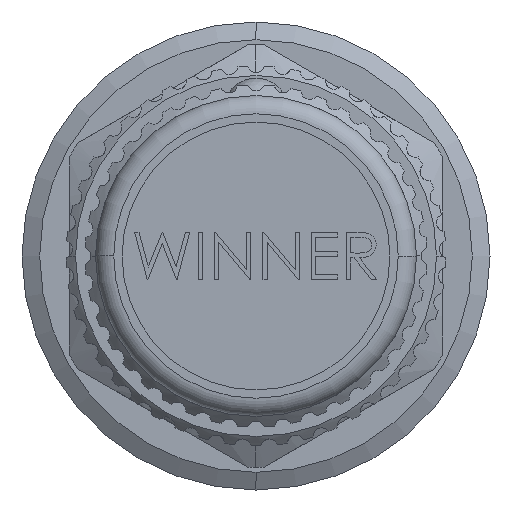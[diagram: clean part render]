
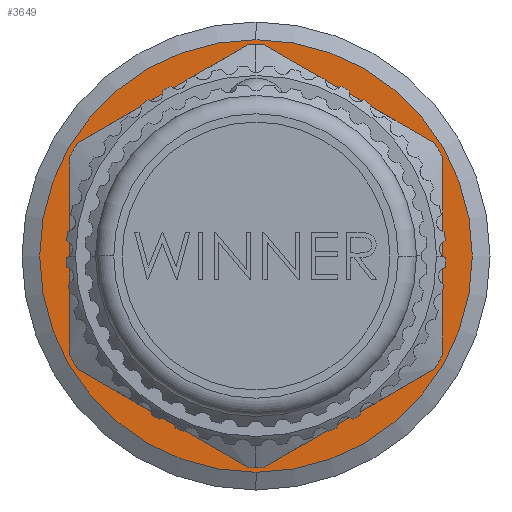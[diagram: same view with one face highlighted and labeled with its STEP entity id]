
A CAD part, left-side view. The second image highlights one B-rep face of the part: STEP entity #3649.
In plain terms, the highlighted planar face has unit normal (-1, 0, 0).
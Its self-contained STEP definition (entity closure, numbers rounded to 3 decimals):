
#22 = CARTESIAN_POINT ( 'NONE',  ( 35.4, -15.85, 8.318 ) ) ;
#174 = CARTESIAN_POINT ( 'NONE',  ( 35.4, 0., 0. ) ) ;
#260 = CARTESIAN_POINT ( 'NONE',  ( 35.4, 0.721, 17.885 ) ) ;
#477 = CARTESIAN_POINT ( 'NONE',  ( 35.4, 0., -17.9 ) ) ;
#752 = DIRECTION ( 'NONE',  ( -1., 0., 0. ) ) ;
#794 = EDGE_CURVE ( 'NONE', #17293, #24235, #17998, .T. ) ;
#959 = ORIENTED_EDGE ( 'NONE', *, *, #22848, .F. ) ;
#1103 = CARTESIAN_POINT ( 'NONE',  ( 35.4, 0., 0. ) ) ;
#1185 = VERTEX_POINT ( 'NONE', #11515 ) ;
#1740 = CIRCLE ( 'NONE', #2496, 18.335 ) ;
#1789 = CARTESIAN_POINT ( 'NONE',  ( 35.4, 0., 0. ) ) ;
#2189 = LINE ( 'NONE', #24342, #19994 ) ;
#2283 = DIRECTION ( 'NONE',  ( 0., 0., 1. ) ) ;
#2474 = CIRCLE ( 'NONE', #3842, 17.9 ) ;
#2496 = AXIS2_PLACEMENT_3D ( 'NONE', #24496, #16036, #14579 ) ;
#2672 = ORIENTED_EDGE ( 'NONE', *, *, #4592, .T. ) ;
#2751 = DIRECTION ( 'NONE',  ( -1., 0., 0. ) ) ;
#3131 = DIRECTION ( 'NONE',  ( -1., 0., 0. ) ) ;
#3649 = ADVANCED_FACE ( 'NONE', ( #23207, #9986 ), #19600, .F. ) ;
#3842 = AXIS2_PLACEMENT_3D ( 'NONE', #11544, #26287, #13928 ) ;
#3891 = EDGE_CURVE ( 'NONE', #7294, #24235, #10320, .T. ) ;
#4015 = DIRECTION ( 'NONE',  ( -1., 0., 0. ) ) ;
#4075 = VECTOR ( 'NONE', #11991, 1000. ) ;
#4106 = DIRECTION ( 'NONE',  ( 0., 0., 1. ) ) ;
#4310 = CARTESIAN_POINT ( 'NONE',  ( 35.4, -0.721, 17.885 ) ) ;
#4366 = CARTESIAN_POINT ( 'NONE',  ( 35.4, 0., 0. ) ) ;
#4592 = EDGE_CURVE ( 'NONE', #26944, #22687, #23549, .T. ) ;
#5033 = CARTESIAN_POINT ( 'NONE',  ( 35.4, -0.721, -17.885 ) ) ;
#5202 = CARTESIAN_POINT ( 'NONE',  ( 35.4, 0., 18.335 ) ) ;
#5264 = AXIS2_PLACEMENT_3D ( 'NONE', #15192, #12945, #13144 ) ;
#5506 = AXIS2_PLACEMENT_3D ( 'NONE', #1789, #4015, #4106 ) ;
#5546 = EDGE_CURVE ( 'NONE', #26944, #21400, #13322, .T. ) ;
#5584 = CARTESIAN_POINT ( 'NONE',  ( 35.4, 15.85, 8.318 ) ) ;
#5621 = ORIENTED_EDGE ( 'NONE', *, *, #20738, .T. ) ;
#5710 = VECTOR ( 'NONE', #24450, 1000. ) ;
#5808 = ORIENTED_EDGE ( 'NONE', *, *, #16530, .F. ) ;
#6322 = DIRECTION ( 'NONE',  ( 0., 0., 1. ) ) ;
#6517 = VECTOR ( 'NONE', #18585, 1000. ) ;
#7294 = VERTEX_POINT ( 'NONE', #22 ) ;
#7301 = CIRCLE ( 'NONE', #11163, 17.9 ) ;
#7369 = CARTESIAN_POINT ( 'NONE',  ( 35.4, 0., 0. ) ) ;
#7779 = ORIENTED_EDGE ( 'NONE', *, *, #14485, .T. ) ;
#7919 = CARTESIAN_POINT ( 'NONE',  ( 35.4, 0., 18.302 ) ) ;
#7922 = CARTESIAN_POINT ( 'NONE',  ( 35.4, -15.85, 9.151 ) ) ;
#8761 = DIRECTION ( 'NONE',  ( 0., 0., 1. ) ) ;
#8986 = DIRECTION ( 'NONE',  ( 0., 0., 1. ) ) ;
#9687 = CARTESIAN_POINT ( 'NONE',  ( 35.4, -15.85, -9.151 ) ) ;
#9748 = ORIENTED_EDGE ( 'NONE', *, *, #10629, .F. ) ;
#9751 = VERTEX_POINT ( 'NONE', #21862 ) ;
#9986 = FACE_OUTER_BOUND ( 'NONE', #20761, .T. ) ;
#10210 = AXIS2_PLACEMENT_3D ( 'NONE', #17668, #2751, #8986 ) ;
#10320 = LINE ( 'NONE', #7922, #4075 ) ;
#10629 = EDGE_CURVE ( 'NONE', #20946, #13926, #20764, .T. ) ;
#11070 = CARTESIAN_POINT ( 'NONE',  ( 35.4, -15.85, -8.318 ) ) ;
#11163 = AXIS2_PLACEMENT_3D ( 'NONE', #174, #21183, #2283 ) ;
#11230 = CIRCLE ( 'NONE', #17032, 17.9 ) ;
#11244 = ORIENTED_EDGE ( 'NONE', *, *, #3891, .T. ) ;
#11283 = AXIS2_PLACEMENT_3D ( 'NONE', #4366, #21415, #8761 ) ;
#11515 = CARTESIAN_POINT ( 'NONE',  ( 35.4, 0., -18.335 ) ) ;
#11544 = CARTESIAN_POINT ( 'NONE',  ( 35.4, 0., 0. ) ) ;
#11622 = DIRECTION ( 'NONE',  ( 0., 0., 1. ) ) ;
#11991 = DIRECTION ( 'NONE',  ( 0., 0., -1. ) ) ;
#12315 = CIRCLE ( 'NONE', #19630, 17.9 ) ;
#12945 = DIRECTION ( 'NONE',  ( 1., 0., 0. ) ) ;
#13144 = DIRECTION ( 'NONE',  ( 0., 0., -1. ) ) ;
#13256 = CIRCLE ( 'NONE', #5506, 18.335 ) ;
#13322 = CIRCLE ( 'NONE', #10210, 17.9 ) ;
#13375 = VERTEX_POINT ( 'NONE', #26807 ) ;
#13616 = EDGE_CURVE ( 'NONE', #27346, #13375, #21692, .T. ) ;
#13926 = VERTEX_POINT ( 'NONE', #5033 ) ;
#13928 = DIRECTION ( 'NONE',  ( 0., 0., 1. ) ) ;
#14000 = VERTEX_POINT ( 'NONE', #5202 ) ;
#14485 = EDGE_CURVE ( 'NONE', #9751, #21400, #2189, .T. ) ;
#14579 = DIRECTION ( 'NONE',  ( 0., 0., 1. ) ) ;
#15192 = CARTESIAN_POINT ( 'NONE',  ( 35.4, 0., 0. ) ) ;
#15865 = CARTESIAN_POINT ( 'NONE',  ( 35.4, 0., 0. ) ) ;
#16036 = DIRECTION ( 'NONE',  ( -1., 0., 0. ) ) ;
#16069 = CARTESIAN_POINT ( 'NONE',  ( 35.4, -15.129, -9.568 ) ) ;
#16425 = DIRECTION ( 'NONE',  ( 0., -0.866, -0.5 ) ) ;
#16452 = ORIENTED_EDGE ( 'NONE', *, *, #5546, .F. ) ;
#16530 = EDGE_CURVE ( 'NONE', #19795, #13375, #2474, .T. ) ;
#16657 = CARTESIAN_POINT ( 'NONE',  ( 35.4, 0., -18.302 ) ) ;
#16892 = EDGE_LOOP ( 'NONE', ( #24455, #9748, #959, #20042, #5808, #23655, #25629, #7779, #16452, #2672, #24961, #11244, #20610 ) ) ;
#17025 = CARTESIAN_POINT ( 'NONE',  ( 35.4, 15.85, -8.318 ) ) ;
#17032 = AXIS2_PLACEMENT_3D ( 'NONE', #7369, #3131, #11622 ) ;
#17293 = VERTEX_POINT ( 'NONE', #16069 ) ;
#17352 = DIRECTION ( 'NONE',  ( 0., -0.866, 0.5 ) ) ;
#17668 = CARTESIAN_POINT ( 'NONE',  ( 35.4, 0., 0. ) ) ;
#17689 = VERTEX_POINT ( 'NONE', #5584 ) ;
#17707 = DIRECTION ( 'NONE',  ( 0., 0., 1. ) ) ;
#17783 = EDGE_CURVE ( 'NONE', #19795, #17689, #27190, .T. ) ;
#17998 = CIRCLE ( 'NONE', #11283, 17.9 ) ;
#18585 = DIRECTION ( 'NONE',  ( 0., 0.866, 0.5 ) ) ;
#19496 = EDGE_CURVE ( 'NONE', #17293, #13926, #21901, .T. ) ;
#19600 = PLANE ( 'NONE',  #5264 ) ;
#19630 = AXIS2_PLACEMENT_3D ( 'NONE', #1103, #752, #17707 ) ;
#19635 = ORIENTED_EDGE ( 'NONE', *, *, #23309, .T. ) ;
#19795 = VERTEX_POINT ( 'NONE', #17025 ) ;
#19994 = VECTOR ( 'NONE', #17352, 1000. ) ;
#20042 = ORIENTED_EDGE ( 'NONE', *, *, #13616, .T. ) ;
#20610 = ORIENTED_EDGE ( 'NONE', *, *, #794, .F. ) ;
#20654 = EDGE_CURVE ( 'NONE', #9751, #17689, #12315, .T. ) ;
#20738 = EDGE_CURVE ( 'NONE', #1185, #14000, #1740, .T. ) ;
#20761 = EDGE_LOOP ( 'NONE', ( #5621, #19635 ) ) ;
#20764 = CIRCLE ( 'NONE', #25671, 17.9 ) ;
#20946 = VERTEX_POINT ( 'NONE', #477 ) ;
#21183 = DIRECTION ( 'NONE',  ( -1., 0., 0. ) ) ;
#21400 = VERTEX_POINT ( 'NONE', #260 ) ;
#21415 = DIRECTION ( 'NONE',  ( -1., 0., 0. ) ) ;
#21692 = LINE ( 'NONE', #16657, #6517 ) ;
#21862 = CARTESIAN_POINT ( 'NONE',  ( 35.4, 15.129, 9.568 ) ) ;
#21901 = LINE ( 'NONE', #9687, #5710 ) ;
#22201 = DIRECTION ( 'NONE',  ( 0., 0., 1. ) ) ;
#22687 = VERTEX_POINT ( 'NONE', #23602 ) ;
#22848 = EDGE_CURVE ( 'NONE', #27346, #20946, #7301, .T. ) ;
#23207 = FACE_BOUND ( 'NONE', #16892, .T. ) ;
#23309 = EDGE_CURVE ( 'NONE', #14000, #1185, #13256, .T. ) ;
#23366 = CARTESIAN_POINT ( 'NONE',  ( 35.4, 15.85, -9.151 ) ) ;
#23549 = LINE ( 'NONE', #7919, #24199 ) ;
#23602 = CARTESIAN_POINT ( 'NONE',  ( 35.4, -15.129, 9.568 ) ) ;
#23655 = ORIENTED_EDGE ( 'NONE', *, *, #17783, .T. ) ;
#24199 = VECTOR ( 'NONE', #16425, 1000. ) ;
#24235 = VERTEX_POINT ( 'NONE', #11070 ) ;
#24342 = CARTESIAN_POINT ( 'NONE',  ( 35.4, 15.85, 9.151 ) ) ;
#24450 = DIRECTION ( 'NONE',  ( 0., 0.866, -0.5 ) ) ;
#24455 = ORIENTED_EDGE ( 'NONE', *, *, #19496, .T. ) ;
#24471 = EDGE_CURVE ( 'NONE', #7294, #22687, #11230, .T. ) ;
#24496 = CARTESIAN_POINT ( 'NONE',  ( 35.4, 0., 0. ) ) ;
#24961 = ORIENTED_EDGE ( 'NONE', *, *, #24471, .F. ) ;
#25381 = CARTESIAN_POINT ( 'NONE',  ( 35.4, 0.721, -17.885 ) ) ;
#25629 = ORIENTED_EDGE ( 'NONE', *, *, #20654, .F. ) ;
#25671 = AXIS2_PLACEMENT_3D ( 'NONE', #15865, #26742, #22201 ) ;
#26287 = DIRECTION ( 'NONE',  ( -1., 0., 0. ) ) ;
#26513 = VECTOR ( 'NONE', #6322, 1000. ) ;
#26742 = DIRECTION ( 'NONE',  ( -1., 0., 0. ) ) ;
#26807 = CARTESIAN_POINT ( 'NONE',  ( 35.4, 15.129, -9.568 ) ) ;
#26944 = VERTEX_POINT ( 'NONE', #4310 ) ;
#27190 = LINE ( 'NONE', #23366, #26513 ) ;
#27346 = VERTEX_POINT ( 'NONE', #25381 ) ;
